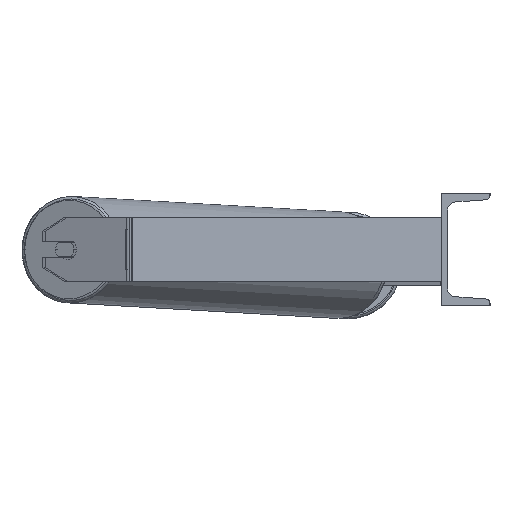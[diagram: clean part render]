
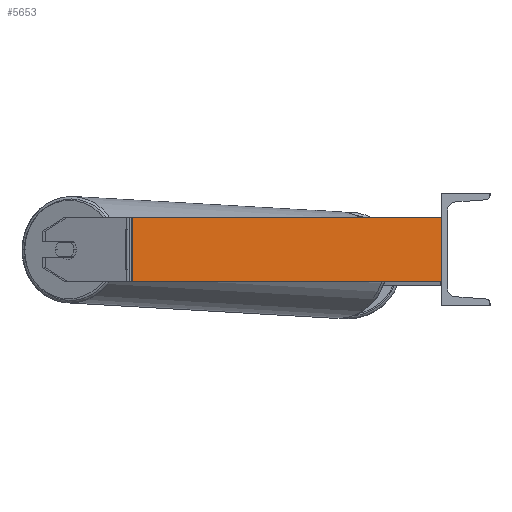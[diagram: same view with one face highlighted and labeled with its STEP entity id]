
A CAD part, left-side view. The second image highlights one B-rep face of the part: STEP entity #5653.
In plain terms, the highlighted planar face has unit normal (-0.996, -0.087, 0).
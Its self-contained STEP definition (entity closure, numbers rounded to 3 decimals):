
#318 = LINE ( 'NONE', #7886, #7362 ) ;
#401 = CARTESIAN_POINT ( 'NONE',  ( -1219.071, 389.433, 40. ) ) ;
#716 = VERTEX_POINT ( 'NONE', #3362 ) ;
#1292 = DIRECTION ( 'NONE',  ( 0., 0., -1. ) ) ;
#1703 = EDGE_CURVE ( 'NONE', #716, #2967, #8284, .T. ) ;
#1881 = VERTEX_POINT ( 'NONE', #4323 ) ;
#2079 = AXIS2_PLACEMENT_3D ( 'NONE', #401, #6161, #2563 ) ;
#2089 = CARTESIAN_POINT ( 'NONE',  ( -1185., 0., 40. ) ) ;
#2261 = VERTEX_POINT ( 'NONE', #4784 ) ;
#2377 = DIRECTION ( 'NONE',  ( 0.087, -0.996, 0. ) ) ;
#2483 = DIRECTION ( 'NONE',  ( 0.087, -0.996, 0. ) ) ;
#2563 = DIRECTION ( 'NONE',  ( -0.087, 0.996, 0. ) ) ;
#2692 = LINE ( 'NONE', #3754, #6787 ) ;
#2858 = EDGE_LOOP ( 'NONE', ( #7522, #3178, #7240, #9069 ) ) ;
#2967 = VERTEX_POINT ( 'NONE', #5731 ) ;
#3178 = ORIENTED_EDGE ( 'NONE', *, *, #1703, .F. ) ;
#3362 = CARTESIAN_POINT ( 'NONE',  ( -1185., 0., 40. ) ) ;
#3754 = CARTESIAN_POINT ( 'NONE',  ( -1219.071, 389.433, 40. ) ) ;
#4054 = VECTOR ( 'NONE', #1292, 1000. ) ;
#4323 = CARTESIAN_POINT ( 'NONE',  ( -1218.697, 385.162, -40. ) ) ;
#4648 = LINE ( 'NONE', #6925, #6317 ) ;
#4784 = CARTESIAN_POINT ( 'NONE',  ( -1218.697, 385.162, 40. ) ) ;
#5653 = ADVANCED_FACE ( 'NONE', ( #6024 ), #6733, .F. ) ;
#5731 = CARTESIAN_POINT ( 'NONE',  ( -1185., 0., -40. ) ) ;
#5998 = DIRECTION ( 'NONE',  ( 0., 0., -1. ) ) ;
#6024 = FACE_OUTER_BOUND ( 'NONE', #2858, .T. ) ;
#6161 = DIRECTION ( 'NONE',  ( 0.996, 0.087, 0. ) ) ;
#6317 = VECTOR ( 'NONE', #5998, 1000. ) ;
#6733 = PLANE ( 'NONE',  #2079 ) ;
#6787 = VECTOR ( 'NONE', #2483, 1000. ) ;
#6925 = CARTESIAN_POINT ( 'NONE',  ( -1218.697, 385.162, 40. ) ) ;
#7240 = ORIENTED_EDGE ( 'NONE', *, *, #8356, .F. ) ;
#7362 = VECTOR ( 'NONE', #2377, 1000. ) ;
#7522 = ORIENTED_EDGE ( 'NONE', *, *, #8557, .T. ) ;
#7886 = CARTESIAN_POINT ( 'NONE',  ( -1219.071, 389.433, -40. ) ) ;
#8216 = EDGE_CURVE ( 'NONE', #2261, #1881, #4648, .T. ) ;
#8284 = LINE ( 'NONE', #2089, #4054 ) ;
#8356 = EDGE_CURVE ( 'NONE', #2261, #716, #2692, .T. ) ;
#8557 = EDGE_CURVE ( 'NONE', #1881, #2967, #318, .T. ) ;
#9069 = ORIENTED_EDGE ( 'NONE', *, *, #8216, .T. ) ;
